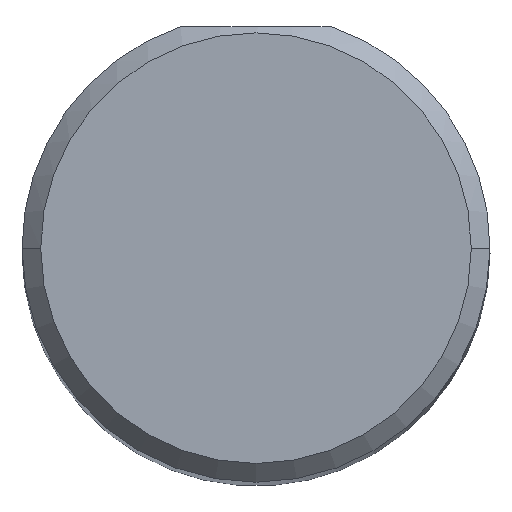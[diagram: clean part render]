
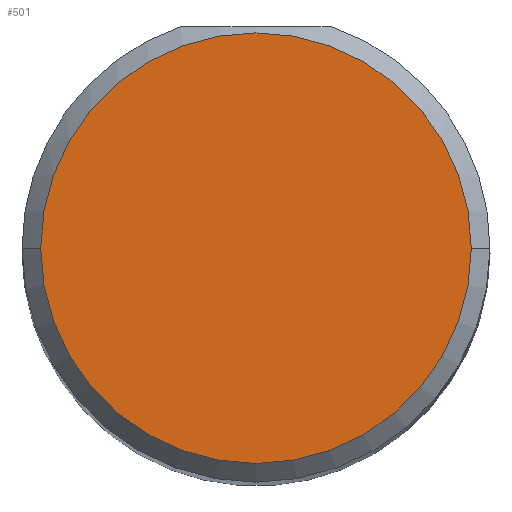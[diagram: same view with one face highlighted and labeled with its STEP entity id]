
A CAD part, top view. The second image highlights one B-rep face of the part: STEP entity #501.
In plain terms, the highlighted planar face has unit normal (0, 0, 1).
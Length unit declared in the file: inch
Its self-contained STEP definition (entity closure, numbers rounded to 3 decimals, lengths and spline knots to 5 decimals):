
#7 = CIRCLE ( 'NONE', #529, 0.1725 ) ;
#19 = PLANE ( 'NONE',  #252 ) ;
#32 = EDGE_LOOP ( 'NONE', ( #414, #727 ) ) ;
#101 = DIRECTION ( 'NONE',  ( 0., 0., 1. ) ) ;
#139 = EDGE_CURVE ( 'NONE', #142, #212, #7, .T. ) ;
#142 = VERTEX_POINT ( 'NONE', #370 ) ;
#149 = CARTESIAN_POINT ( 'NONE',  ( 0.1725, 0., 2.5 ) ) ;
#206 = CARTESIAN_POINT ( 'NONE',  ( 0., 0., 2.5 ) ) ;
#212 = VERTEX_POINT ( 'NONE', #149 ) ;
#215 = CIRCLE ( 'NONE', #580, 0.1725 ) ;
#252 = AXIS2_PLACEMENT_3D ( 'NONE', #373, #427, #366 ) ;
#299 = EDGE_CURVE ( 'NONE', #212, #142, #215, .T. ) ;
#366 = DIRECTION ( 'NONE',  ( 1., 0., 0. ) ) ;
#367 = DIRECTION ( 'NONE',  ( 0., 0., 1. ) ) ;
#370 = CARTESIAN_POINT ( 'NONE',  ( -0.1725, 0., 2.5 ) ) ;
#373 = CARTESIAN_POINT ( 'NONE',  ( 0., 0., 2.5 ) ) ;
#414 = ORIENTED_EDGE ( 'NONE', *, *, #139, .T. ) ;
#427 = DIRECTION ( 'NONE',  ( 0., 0., 1. ) ) ;
#428 = DIRECTION ( 'NONE',  ( 1., 0., 0. ) ) ;
#501 = ADVANCED_FACE ( 'NONE', ( #589 ), #19, .T. ) ;
#529 = AXIS2_PLACEMENT_3D ( 'NONE', #700, #367, #428 ) ;
#580 = AXIS2_PLACEMENT_3D ( 'NONE', #206, #101, #671 ) ;
#589 = FACE_OUTER_BOUND ( 'NONE', #32, .T. ) ;
#671 = DIRECTION ( 'NONE',  ( 1., 0., 0. ) ) ;
#700 = CARTESIAN_POINT ( 'NONE',  ( 0., 0., 2.5 ) ) ;
#727 = ORIENTED_EDGE ( 'NONE', *, *, #299, .T. ) ;
